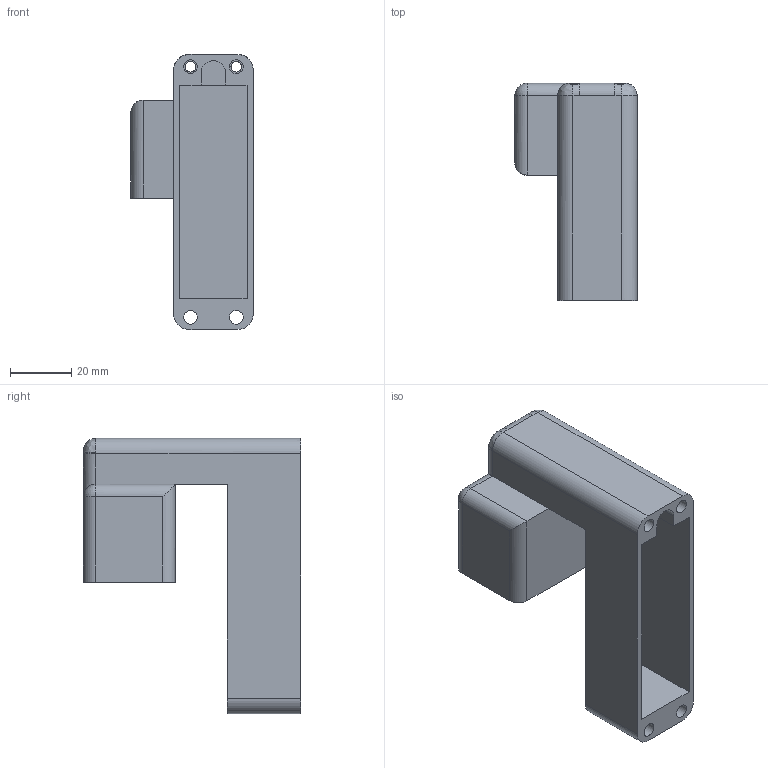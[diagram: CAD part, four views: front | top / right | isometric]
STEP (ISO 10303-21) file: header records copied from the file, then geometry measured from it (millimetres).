
FILE_DESCRIPTION(/* description */ (''),/* implementation_level */ '2;1');
FILE_NAME(/* name */ 'button_holder.stp',/* time_stamp */ '2025-01-19T15:05:44-05:00',/* author */ ('thevizwiz'),/* organization */ (''),/* preprocessor_version */ 'ST-DEVELOPER v20',/* originating_system */ 'Autodesk Inventor 2024',/* authorisation */ '');
FILE_SCHEMA (('AUTOMOTIVE_DESIGN { 1 0 10303 214 3 1 1 }'));
Length unit declared in the file: millimetre
Products named in the file (1): button_holder
Bounding box: 40 x 71 x 90 mm (x, y, z)
Volume: 49580.6 mm3; surface area: 31570 mm2
Topology: 1 solids, 1 shells, 81 faces, 206 edges, 129 vertices
Faces by surface type: plane 43, cylinder 33, bspline 4, sphere 1
Full cylindrical faces by diameter (mm): 3.5 x2, 4.5 x9
Entity records: 2574 total; most frequent: CARTESIAN_POINT 536, DIRECTION 415, ORIENTED_EDGE 412, EDGE_CURVE 206, AXIS2_PLACEMENT_3D 140, LINE 135, VECTOR 135, VERTEX_POINT 129
